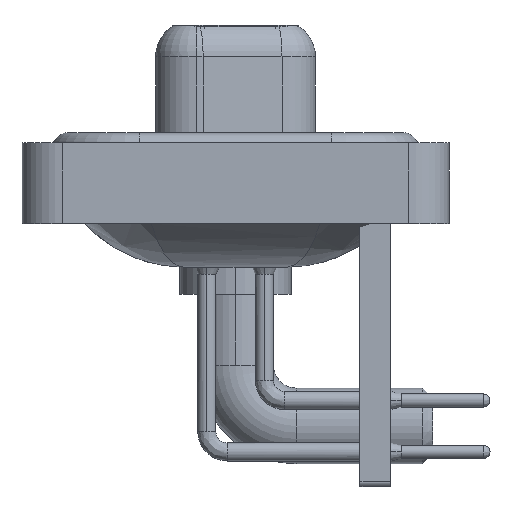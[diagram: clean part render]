
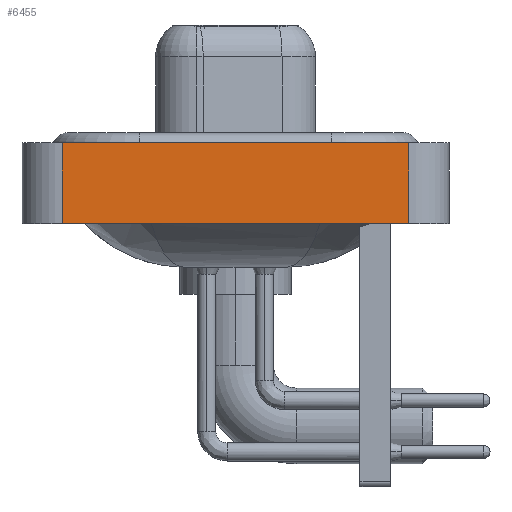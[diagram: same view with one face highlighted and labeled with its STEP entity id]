
A CAD part, left-side view. The second image highlights one B-rep face of the part: STEP entity #6455.
In plain terms, the highlighted planar face has unit normal (-1, 0, 0).
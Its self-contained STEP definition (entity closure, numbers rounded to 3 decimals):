
#1068 = FACE_OUTER_BOUND ( 'NONE', #9119, .T. ) ;
#1440 = LINE ( 'NONE', #19310, #4998 ) ;
#1499 = CARTESIAN_POINT ( 'NONE',  ( -7.25, -8.55, 0.4 ) ) ;
#1735 = CARTESIAN_POINT ( 'NONE',  ( -7.25, 8.55, -3.6 ) ) ;
#1978 = CARTESIAN_POINT ( 'NONE',  ( -7.25, -8.55, -3.6 ) ) ;
#2008 = EDGE_CURVE ( 'NONE', #2710, #19216, #5179, .T. ) ;
#2228 = EDGE_CURVE ( 'NONE', #11030, #4500, #1440, .T. ) ;
#2710 = VERTEX_POINT ( 'NONE', #1735 ) ;
#2865 = AXIS2_PLACEMENT_3D ( 'NONE', #12112, #12201, #17270 ) ;
#4500 = VERTEX_POINT ( 'NONE', #1499 ) ;
#4861 = CARTESIAN_POINT ( 'NONE',  ( -7.25, 8.55, -3.6 ) ) ;
#4998 = VECTOR ( 'NONE', #15873, 1000. ) ;
#5179 = LINE ( 'NONE', #4861, #16408 ) ;
#5721 = DIRECTION ( 'NONE',  ( 0., -1., 0. ) ) ;
#6455 = ADVANCED_FACE ( 'NONE', ( #1068 ), #17178, .T. ) ;
#7164 = EDGE_CURVE ( 'NONE', #2710, #11030, #11849, .T. ) ;
#8017 = ORIENTED_EDGE ( 'NONE', *, *, #2228, .T. ) ;
#8265 = CARTESIAN_POINT ( 'NONE',  ( -7.25, -8.55, -3.6 ) ) ;
#9119 = EDGE_LOOP ( 'NONE', ( #8017, #14341, #13187, #20802 ) ) ;
#11030 = VERTEX_POINT ( 'NONE', #8265 ) ;
#11785 = EDGE_CURVE ( 'NONE', #19216, #4500, #15272, .T. ) ;
#11849 = LINE ( 'NONE', #1978, #12645 ) ;
#12112 = CARTESIAN_POINT ( 'NONE',  ( -7.25, -8.55, -3.6 ) ) ;
#12201 = DIRECTION ( 'NONE',  ( -1., 0., 0. ) ) ;
#12645 = VECTOR ( 'NONE', #16603, 1000. ) ;
#13187 = ORIENTED_EDGE ( 'NONE', *, *, #2008, .F. ) ;
#14341 = ORIENTED_EDGE ( 'NONE', *, *, #11785, .F. ) ;
#14435 = DIRECTION ( 'NONE',  ( 0., 0., 1. ) ) ;
#15272 = LINE ( 'NONE', #18858, #20021 ) ;
#15295 = CARTESIAN_POINT ( 'NONE',  ( -7.25, 8.55, 0.4 ) ) ;
#15873 = DIRECTION ( 'NONE',  ( 0., 0., 1. ) ) ;
#16408 = VECTOR ( 'NONE', #14435, 1000. ) ;
#16603 = DIRECTION ( 'NONE',  ( 0., -1., 0. ) ) ;
#17178 = PLANE ( 'NONE',  #2865 ) ;
#17270 = DIRECTION ( 'NONE',  ( 0., 0., 1. ) ) ;
#18858 = CARTESIAN_POINT ( 'NONE',  ( -7.25, -8.55, 0.4 ) ) ;
#19216 = VERTEX_POINT ( 'NONE', #15295 ) ;
#19310 = CARTESIAN_POINT ( 'NONE',  ( -7.25, -8.55, -3.6 ) ) ;
#20021 = VECTOR ( 'NONE', #5721, 1000. ) ;
#20802 = ORIENTED_EDGE ( 'NONE', *, *, #7164, .T. ) ;
